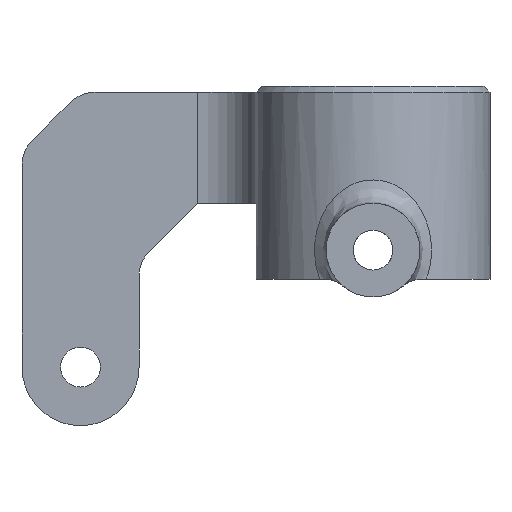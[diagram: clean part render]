
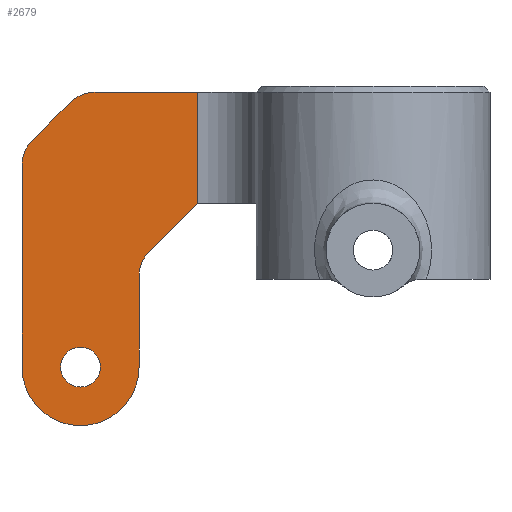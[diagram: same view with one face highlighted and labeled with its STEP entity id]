
A CAD part, front view. The second image highlights one B-rep face of the part: STEP entity #2679.
In plain terms, the highlighted planar face has unit normal (0, -1, 0).
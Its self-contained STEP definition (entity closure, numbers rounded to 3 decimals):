
#29 = EDGE_CURVE ( 'NONE', #470, #2930, #833, .T. ) ;
#36 = FACE_BOUND ( 'NONE', #2587, .T. ) ;
#75 = VECTOR ( 'NONE', #2885, 1000. ) ;
#95 = ORIENTED_EDGE ( 'NONE', *, *, #554, .T. ) ;
#181 = CARTESIAN_POINT ( 'NONE',  ( -23.757, 5., -3.5 ) ) ;
#227 = VERTEX_POINT ( 'NONE', #296 ) ;
#237 = AXIS2_PLACEMENT_3D ( 'NONE', #1423, #2230, #3225 ) ;
#256 = CARTESIAN_POINT ( 'NONE',  ( -29.121, 5., -4.621 ) ) ;
#277 = CARTESIAN_POINT ( 'NONE',  ( -25.879, 5., -1.379 ) ) ;
#296 = CARTESIAN_POINT ( 'NONE',  ( -20., 5., -16.243 ) ) ;
#323 = AXIS2_PLACEMENT_3D ( 'NONE', #741, #1272, #1795 ) ;
#381 = VERTEX_POINT ( 'NONE', #3160 ) ;
#402 = LINE ( 'NONE', #2071, #1761 ) ;
#451 = VECTOR ( 'NONE', #1060, 1000. ) ;
#470 = VERTEX_POINT ( 'NONE', #985 ) ;
#482 = ORIENTED_EDGE ( 'NONE', *, *, #734, .F. ) ;
#518 = EDGE_CURVE ( 'NONE', #227, #2548, #402, .T. ) ;
#538 = DIRECTION ( 'NONE',  ( 0.707, 0., 0.707 ) ) ;
#554 = EDGE_CURVE ( 'NONE', #227, #3337, #1409, .T. ) ;
#570 = VECTOR ( 'NONE', #748, 1000. ) ;
#604 = VECTOR ( 'NONE', #538, 1000. ) ;
#623 = VERTEX_POINT ( 'NONE', #3365 ) ;
#633 = CARTESIAN_POINT ( 'NONE',  ( -27., 5., -6.743 ) ) ;
#733 = DIRECTION ( 'NONE',  ( 0., 0., -1. ) ) ;
#734 = EDGE_CURVE ( 'NONE', #1026, #1483, #3153, .T. ) ;
#741 = CARTESIAN_POINT ( 'NONE',  ( -17., 5., -16.243 ) ) ;
#748 = DIRECTION ( 'NONE',  ( 0., 0., 1. ) ) ;
#819 = VERTEX_POINT ( 'NONE', #3164 ) ;
#833 = CIRCLE ( 'NONE', #3101, 3. ) ;
#850 = CARTESIAN_POINT ( 'NONE',  ( -25., 5., -24. ) ) ;
#857 = ORIENTED_EDGE ( 'NONE', *, *, #2002, .T. ) ;
#858 = EDGE_CURVE ( 'NONE', #381, #623, #1514, .T. ) ;
#878 = CARTESIAN_POINT ( 'NONE',  ( -30., 5., -0.5 ) ) ;
#881 = FACE_OUTER_BOUND ( 'NONE', #999, .T. ) ;
#901 = ORIENTED_EDGE ( 'NONE', *, *, #2913, .T. ) ;
#985 = CARTESIAN_POINT ( 'NONE',  ( -23.757, 5., -0.5 ) ) ;
#999 = EDGE_LOOP ( 'NONE', ( #3171, #3339, #482, #2016, #2253, #95, #901, #1585, #2688, #2768 ) ) ;
#1026 = VERTEX_POINT ( 'NONE', #2299 ) ;
#1060 = DIRECTION ( 'NONE',  ( 0., 0., 1. ) ) ;
#1074 = EDGE_CURVE ( 'NONE', #819, #1294, #2951, .T. ) ;
#1229 = DIRECTION ( 'NONE',  ( 0., 0., 1. ) ) ;
#1249 = ORIENTED_EDGE ( 'NONE', *, *, #858, .T. ) ;
#1272 = DIRECTION ( 'NONE',  ( 0., 1., 0. ) ) ;
#1294 = VERTEX_POINT ( 'NONE', #3169 ) ;
#1299 = CARTESIAN_POINT ( 'NONE',  ( -30., 5., -24. ) ) ;
#1375 = LINE ( 'NONE', #2117, #75 ) ;
#1409 = CIRCLE ( 'NONE', #323, 3. ) ;
#1423 = CARTESIAN_POINT ( 'NONE',  ( -25., 5., -24. ) ) ;
#1431 = DIRECTION ( 'NONE',  ( 0., -1., 0. ) ) ;
#1471 = DIRECTION ( 'NONE',  ( 0., 0., 1. ) ) ;
#1483 = VERTEX_POINT ( 'NONE', #2496 ) ;
#1514 = CIRCLE ( 'NONE', #2072, 1.7 ) ;
#1532 = CARTESIAN_POINT ( 'NONE',  ( -19.121, 5., -14.121 ) ) ;
#1545 = CARTESIAN_POINT ( 'NONE',  ( -25., 5., -24. ) ) ;
#1548 = EDGE_CURVE ( 'NONE', #470, #1294, #2436, .T. ) ;
#1585 = ORIENTED_EDGE ( 'NONE', *, *, #1074, .T. ) ;
#1693 = DIRECTION ( 'NONE',  ( 0., 0., 1. ) ) ;
#1761 = VECTOR ( 'NONE', #733, 1000. ) ;
#1791 = EDGE_CURVE ( 'NONE', #2548, #1026, #3080, .T. ) ;
#1795 = DIRECTION ( 'NONE',  ( 0., 0., 1. ) ) ;
#2002 = EDGE_CURVE ( 'NONE', #623, #381, #2903, .T. ) ;
#2007 = CARTESIAN_POINT ( 'NONE',  ( -25., 5., -24. ) ) ;
#2016 = ORIENTED_EDGE ( 'NONE', *, *, #1791, .F. ) ;
#2069 = EDGE_CURVE ( 'NONE', #2931, #1483, #2118, .T. ) ;
#2071 = CARTESIAN_POINT ( 'NONE',  ( -20., 5., -24. ) ) ;
#2072 = AXIS2_PLACEMENT_3D ( 'NONE', #850, #2421, #1693 ) ;
#2104 = CARTESIAN_POINT ( 'NONE',  ( -15., 5., -24. ) ) ;
#2117 = CARTESIAN_POINT ( 'NONE',  ( -30., 5., -5.5 ) ) ;
#2118 = CIRCLE ( 'NONE', #2265, 3. ) ;
#2230 = DIRECTION ( 'NONE',  ( 0., 1., 0. ) ) ;
#2253 = ORIENTED_EDGE ( 'NONE', *, *, #518, .F. ) ;
#2265 = AXIS2_PLACEMENT_3D ( 'NONE', #633, #1431, #2716 ) ;
#2278 = DIRECTION ( 'NONE',  ( 0., 0., 1. ) ) ;
#2299 = CARTESIAN_POINT ( 'NONE',  ( -30., 5., -24. ) ) ;
#2421 = DIRECTION ( 'NONE',  ( 0., 1., 0. ) ) ;
#2436 = LINE ( 'NONE', #878, #2831 ) ;
#2470 = EDGE_CURVE ( 'NONE', #2930, #2931, #1375, .T. ) ;
#2496 = CARTESIAN_POINT ( 'NONE',  ( -30., 5., -6.743 ) ) ;
#2548 = VERTEX_POINT ( 'NONE', #2719 ) ;
#2587 = EDGE_LOOP ( 'NONE', ( #857, #1249 ) ) ;
#2679 = ADVANCED_FACE ( 'NONE', ( #36, #881 ), #2968, .F. ) ;
#2688 = ORIENTED_EDGE ( 'NONE', *, *, #1548, .F. ) ;
#2716 = DIRECTION ( 'NONE',  ( 0., 0., 1. ) ) ;
#2719 = CARTESIAN_POINT ( 'NONE',  ( -20., 5., -24. ) ) ;
#2768 = ORIENTED_EDGE ( 'NONE', *, *, #29, .T. ) ;
#2772 = DIRECTION ( 'NONE',  ( 0., -1., 0. ) ) ;
#2831 = VECTOR ( 'NONE', #3215, 1000. ) ;
#2885 = DIRECTION ( 'NONE',  ( -0.707, 0., -0.707 ) ) ;
#2903 = CIRCLE ( 'NONE', #3308, 1.7 ) ;
#2913 = EDGE_CURVE ( 'NONE', #3337, #819, #3155, .T. ) ;
#2930 = VERTEX_POINT ( 'NONE', #277 ) ;
#2931 = VERTEX_POINT ( 'NONE', #256 ) ;
#2951 = LINE ( 'NONE', #2104, #451 ) ;
#2968 = PLANE ( 'NONE',  #237 ) ;
#3014 = DIRECTION ( 'NONE',  ( 0., 1., 0. ) ) ;
#3058 = CARTESIAN_POINT ( 'NONE',  ( -27., 5., -22. ) ) ;
#3080 = CIRCLE ( 'NONE', #3124, 5. ) ;
#3087 = DIRECTION ( 'NONE',  ( 0., 1., 0. ) ) ;
#3101 = AXIS2_PLACEMENT_3D ( 'NONE', #181, #2772, #1229 ) ;
#3124 = AXIS2_PLACEMENT_3D ( 'NONE', #2007, #3014, #1471 ) ;
#3153 = LINE ( 'NONE', #1299, #570 ) ;
#3155 = LINE ( 'NONE', #3058, #604 ) ;
#3160 = CARTESIAN_POINT ( 'NONE',  ( -25., 5., -25.7 ) ) ;
#3164 = CARTESIAN_POINT ( 'NONE',  ( -15., 5., -10. ) ) ;
#3169 = CARTESIAN_POINT ( 'NONE',  ( -15., 5., -0.5 ) ) ;
#3171 = ORIENTED_EDGE ( 'NONE', *, *, #2470, .T. ) ;
#3215 = DIRECTION ( 'NONE',  ( 1., 0., 0. ) ) ;
#3225 = DIRECTION ( 'NONE',  ( 0., 0., 1. ) ) ;
#3308 = AXIS2_PLACEMENT_3D ( 'NONE', #1545, #3087, #2278 ) ;
#3337 = VERTEX_POINT ( 'NONE', #1532 ) ;
#3339 = ORIENTED_EDGE ( 'NONE', *, *, #2069, .T. ) ;
#3365 = CARTESIAN_POINT ( 'NONE',  ( -25., 5., -22.3 ) ) ;
